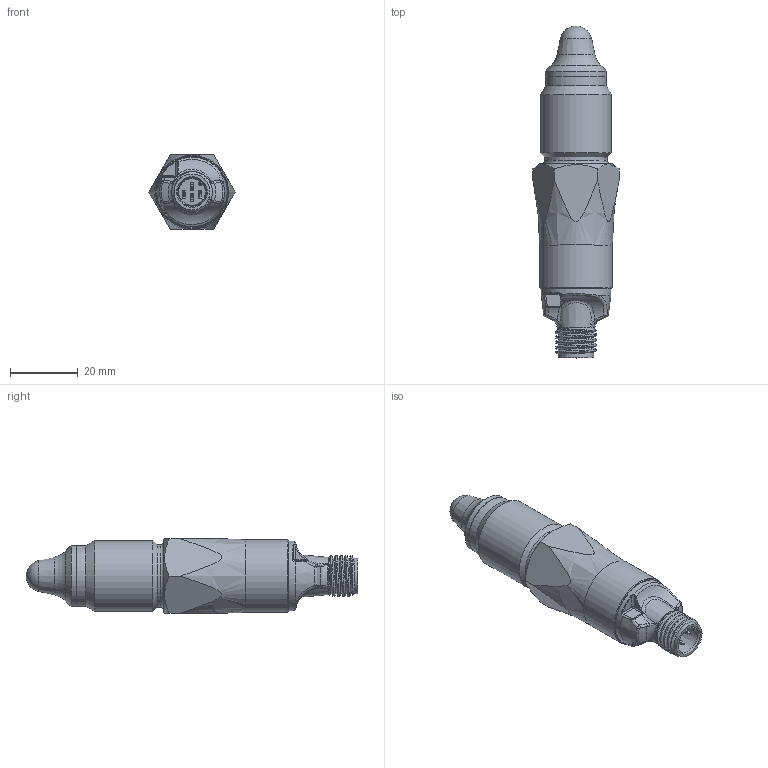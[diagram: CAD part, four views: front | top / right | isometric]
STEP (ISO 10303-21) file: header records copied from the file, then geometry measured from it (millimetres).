
FILE_DESCRIPTION( ( 'Unknown' ), '1' );
FILE_NAME( 'LBFI-11.010.G07020.1.0000.0.stp', 'Unknown', ( 'Unknown' ), ( 'Unknown' ), 'PSStep 15.0.49', 'Unknown', ' ' );
FILE_SCHEMA( ( 'AUTOMOTIVE_DESIGN { 1 0 10303 214 1 1 1 1 }' ) );
Length unit declared in the file: millimetre
Products named in the file (1): 11108652_Ny spænde flade
Bounding box: 25.4 x 98.05 x 22 mm (x, y, z)
Volume: 11171.5 mm3; surface area: 12288.2 mm2
Topology: 1 solids, 2 shells, 575 faces, 1530 edges, 963 vertices
Faces by surface type: plane 230, cylinder 193, bspline 45, torus 40, cone 38, sphere 29
Full cylindrical faces by diameter (mm): 1.5 x2, 1.9 x1, 8 x1, 8.3 x1, 8.807 x1, 10.6 x5, 12.6 x1, 12.917 x1, 15 x1, 16.5 x1, 16.6 x1, 18 x2, 18.4 x1, 19 x2, 19.45 x1, 19.5 x1, 19.6 x1, 20 x1, 20.6 x2, 20.955 x1, 21.5 x1
Entity records: 30781 total; most frequent: CARTESIAN_POINT 12924, ORIENTED_EDGE 2828, DIRECTION 2645, EDGE_CURVE 1414, AXIS2_PLACEMENT_3D 1011, VERTEX_POINT 924, EDGE_LOOP 658, LINE 623
